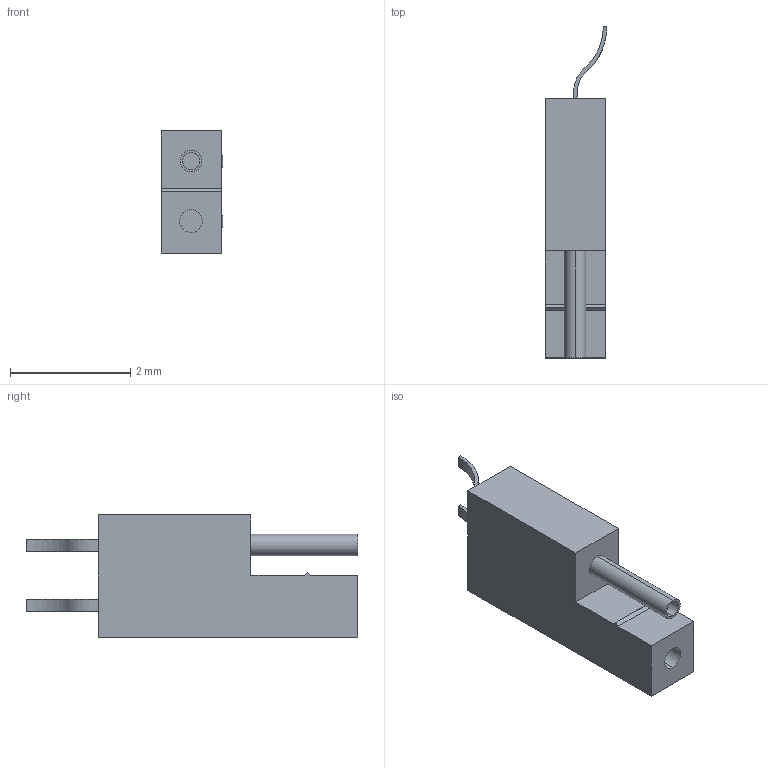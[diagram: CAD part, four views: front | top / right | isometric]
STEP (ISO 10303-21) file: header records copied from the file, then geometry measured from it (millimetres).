
FILE_DESCRIPTION (( 'STEP AP214' ), '1' );
FILE_NAME ('senonlink_custom-two-contact.STEP', '2024-09-05T19:52:37', ( '' ), ( '' ), 'SwSTEP 2.0', 'SolidWorks 2023', '' );
FILE_SCHEMA (( 'AUTOMOTIVE_DESIGN' ));
Length unit declared in the file: millimetre
Products named in the file (1): senonlink_custom-two-contact
Bounding box: 1.03 x 5.52 x 2.03 mm (x, y, z)
Volume: 6.9 mm3; surface area: 33.8 mm2
Topology: 1 solids, 1 shells, 30 faces, 69 edges, 46 vertices
Faces by surface type: plane 20, cylinder 6, bspline 4
Entity records: 1251 total; most frequent: CARTESIAN_POINT 326, ORIENTED_EDGE 138, DIRECTION 127, EDGE_CURVE 69, VECTOR 49, LINE 49, VERTEX_POINT 46, AXIS2_PLACEMENT_3D 39
